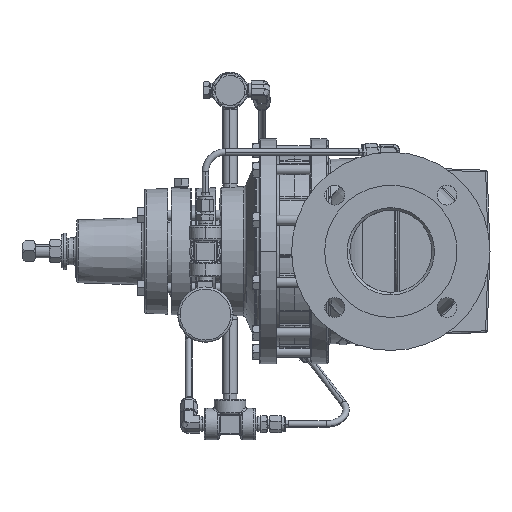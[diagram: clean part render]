
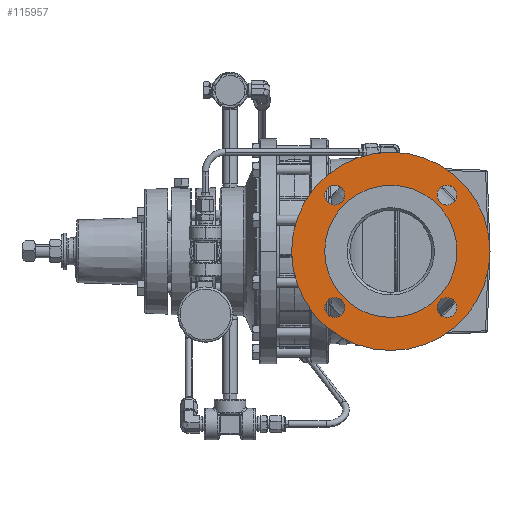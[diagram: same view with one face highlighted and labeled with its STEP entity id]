
A CAD part, left-side view. The second image highlights one B-rep face of the part: STEP entity #115957.
In plain terms, the highlighted planar face has unit normal (-1, 0, 0).
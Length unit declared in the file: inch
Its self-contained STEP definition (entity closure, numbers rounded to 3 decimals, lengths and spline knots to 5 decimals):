
#2089 = AXIS2_PLACEMENT_3D ( 'NONE', #8728, #74038, #18150 ) ;
#3570 = ORIENTED_EDGE ( 'NONE', *, *, #34378, .T. ) ;
#3600 = DIRECTION ( 'NONE',  ( -1., 0., 0. ) ) ;
#3726 = AXIS2_PLACEMENT_3D ( 'NONE', #30348, #95590, #39746 ) ;
#6227 = CARTESIAN_POINT ( 'NONE',  ( -6.0315, -2.12132, -2.12132 ) ) ;
#6475 = VERTEX_POINT ( 'NONE', #36329 ) ;
#7806 = DIRECTION ( 'NONE',  ( 0., 0., 1. ) ) ;
#8728 = CARTESIAN_POINT ( 'NONE',  ( -6.0315, 2.12132, 2.12132 ) ) ;
#8908 = VERTEX_POINT ( 'NONE', #61077 ) ;
#9559 = ORIENTED_EDGE ( 'NONE', *, *, #21429, .T. ) ;
#10909 = CARTESIAN_POINT ( 'NONE',  ( -6.0315, -3.75, 0. ) ) ;
#11217 = VERTEX_POINT ( 'NONE', #116970 ) ;
#11469 = AXIS2_PLACEMENT_3D ( 'NONE', #76816, #20901, #86212 ) ;
#14112 = FACE_BOUND ( 'NONE', #54457, .T. ) ;
#15658 = DIRECTION ( 'NONE',  ( 0., 0., -1. ) ) ;
#17113 = EDGE_LOOP ( 'NONE', ( #84279, #80522 ) ) ;
#17937 = VERTEX_POINT ( 'NONE', #89578 ) ;
#18150 = DIRECTION ( 'NONE',  ( 0., 0., -1. ) ) ;
#20151 = AXIS2_PLACEMENT_3D ( 'NONE', #59551, #3600, #68881 ) ;
#20654 = DIRECTION ( 'NONE',  ( 1., 0., 0. ) ) ;
#20901 = DIRECTION ( 'NONE',  ( 1., 0., 0. ) ) ;
#21429 = EDGE_CURVE ( 'NONE', #102903, #11217, #65014, .T. ) ;
#22506 = VERTEX_POINT ( 'NONE', #10909 ) ;
#26140 = AXIS2_PLACEMENT_3D ( 'NONE', #46140, #111305, #55509 ) ;
#27156 = DIRECTION ( 'NONE',  ( 1., 0., 0. ) ) ;
#29561 = DIRECTION ( 'NONE',  ( 1., 0., 0. ) ) ;
#29639 = CIRCLE ( 'NONE', #11469, 3.75 ) ;
#30348 = CARTESIAN_POINT ( 'NONE',  ( -6.0315, 2.12132, 2.12132 ) ) ;
#30467 = DIRECTION ( 'NONE',  ( 1., 0., 0. ) ) ;
#34378 = EDGE_CURVE ( 'NONE', #107183, #87584, #110258, .T. ) ;
#36329 = CARTESIAN_POINT ( 'NONE',  ( -6.0315, 2.12132, 2.49632 ) ) ;
#36517 = EDGE_CURVE ( 'NONE', #87492, #8908, #82368, .T. ) ;
#36577 = EDGE_LOOP ( 'NONE', ( #101334, #74839 ) ) ;
#37670 = AXIS2_PLACEMENT_3D ( 'NONE', #111106, #55326, #120487 ) ;
#38888 = ORIENTED_EDGE ( 'NONE', *, *, #82237, .T. ) ;
#39746 = DIRECTION ( 'NONE',  ( 0., 0., -1. ) ) ;
#41000 = EDGE_CURVE ( 'NONE', #11217, #102903, #75947, .T. ) ;
#42219 = EDGE_CURVE ( 'NONE', #44419, #22506, #61206, .T. ) ;
#43441 = CIRCLE ( 'NONE', #71088, 0.375 ) ;
#44419 = VERTEX_POINT ( 'NONE', #64650 ) ;
#46140 = CARTESIAN_POINT ( 'NONE',  ( -6.0315, -2.12132, 2.12132 ) ) ;
#47591 = EDGE_LOOP ( 'NONE', ( #38888, #110088 ) ) ;
#49254 = CARTESIAN_POINT ( 'NONE',  ( -6.0315, -2.12132, -2.12132 ) ) ;
#51805 = CARTESIAN_POINT ( 'NONE',  ( -6.0315, -2.12132, 2.49632 ) ) ;
#54457 = EDGE_LOOP ( 'NONE', ( #9559, #118628 ) ) ;
#55075 = VERTEX_POINT ( 'NONE', #87582 ) ;
#55326 = DIRECTION ( 'NONE',  ( 1., 0., 0. ) ) ;
#55509 = DIRECTION ( 'NONE',  ( 0., 0., -1. ) ) ;
#57115 = ORIENTED_EDGE ( 'NONE', *, *, #69892, .F. ) ;
#57828 = PLANE ( 'NONE',  #96750 ) ;
#58194 = EDGE_CURVE ( 'NONE', #55075, #6475, #94710, .T. ) ;
#58620 = DIRECTION ( 'NONE',  ( 0., 0., -1. ) ) ;
#58974 = AXIS2_PLACEMENT_3D ( 'NONE', #83083, #27156, #92417 ) ;
#59551 = CARTESIAN_POINT ( 'NONE',  ( -6.0315, 0., 0. ) ) ;
#60841 = FACE_OUTER_BOUND ( 'NONE', #17113, .T. ) ;
#61077 = CARTESIAN_POINT ( 'NONE',  ( -6.0315, 0., 2.5 ) ) ;
#61206 = CIRCLE ( 'NONE', #97159, 3.75 ) ;
#61480 = CIRCLE ( 'NONE', #26140, 0.375 ) ;
#63713 = FACE_BOUND ( 'NONE', #36577, .T. ) ;
#63719 = DIRECTION ( 'NONE',  ( -1., 0., 0. ) ) ;
#64650 = CARTESIAN_POINT ( 'NONE',  ( -6.0315, 3.75, 0. ) ) ;
#65014 = CIRCLE ( 'NONE', #58974, 0.375 ) ;
#65302 = CARTESIAN_POINT ( 'NONE',  ( -6.0315, 2.12132, -1.74632 ) ) ;
#66484 = CARTESIAN_POINT ( 'NONE',  ( -6.0315, 0., -2.5 ) ) ;
#66661 = FACE_BOUND ( 'NONE', #47591, .T. ) ;
#66998 = CIRCLE ( 'NONE', #67953, 0.375 ) ;
#67953 = AXIS2_PLACEMENT_3D ( 'NONE', #6227, #71524, #15658 ) ;
#68881 = DIRECTION ( 'NONE',  ( 0., 0., 1. ) ) ;
#69892 = EDGE_CURVE ( 'NONE', #8908, #87492, #117815, .T. ) ;
#71088 = AXIS2_PLACEMENT_3D ( 'NONE', #49254, #114417, #58620 ) ;
#71524 = DIRECTION ( 'NONE',  ( 1., 0., 0. ) ) ;
#72386 = ORIENTED_EDGE ( 'NONE', *, *, #91037, .T. ) ;
#74038 = DIRECTION ( 'NONE',  ( 1., 0., 0. ) ) ;
#74839 = ORIENTED_EDGE ( 'NONE', *, *, #58194, .T. ) ;
#75947 = CIRCLE ( 'NONE', #37670, 0.375 ) ;
#76015 = CIRCLE ( 'NONE', #2089, 0.375 ) ;
#76816 = CARTESIAN_POINT ( 'NONE',  ( -6.0315, 0., 0. ) ) ;
#79369 = CARTESIAN_POINT ( 'NONE',  ( -6.0315, -2.12132, -1.74632 ) ) ;
#79600 = EDGE_CURVE ( 'NONE', #6475, #55075, #76015, .T. ) ;
#80522 = ORIENTED_EDGE ( 'NONE', *, *, #105238, .F. ) ;
#82237 = EDGE_CURVE ( 'NONE', #116698, #17937, #43441, .T. ) ;
#82368 = CIRCLE ( 'NONE', #20151, 2.5 ) ;
#83083 = CARTESIAN_POINT ( 'NONE',  ( -6.0315, 2.12132, -2.12132 ) ) ;
#84279 = ORIENTED_EDGE ( 'NONE', *, *, #42219, .F. ) ;
#85469 = CARTESIAN_POINT ( 'NONE',  ( -6.0315, -2.12132, 2.12132 ) ) ;
#85648 = FACE_BOUND ( 'NONE', #99858, .T. ) ;
#85966 = DIRECTION ( 'NONE',  ( 0., 0., -1. ) ) ;
#86212 = DIRECTION ( 'NONE',  ( 0., 0., -1. ) ) ;
#86352 = CARTESIAN_POINT ( 'NONE',  ( -6.0315, 0., 0. ) ) ;
#87492 = VERTEX_POINT ( 'NONE', #66484 ) ;
#87582 = CARTESIAN_POINT ( 'NONE',  ( -6.0315, 2.12132, 1.74632 ) ) ;
#87584 = VERTEX_POINT ( 'NONE', #120148 ) ;
#89062 = EDGE_LOOP ( 'NONE', ( #3570, #72386 ) ) ;
#89578 = CARTESIAN_POINT ( 'NONE',  ( -6.0315, -2.12132, -2.49632 ) ) ;
#91037 = EDGE_CURVE ( 'NONE', #87584, #107183, #61480, .T. ) ;
#92417 = DIRECTION ( 'NONE',  ( 0., 0., -1. ) ) ;
#94326 = ORIENTED_EDGE ( 'NONE', *, *, #36517, .F. ) ;
#94710 = CIRCLE ( 'NONE', #3726, 0.375 ) ;
#94823 = DIRECTION ( 'NONE',  ( 0., 0., -1. ) ) ;
#95590 = DIRECTION ( 'NONE',  ( 1., 0., 0. ) ) ;
#95708 = DIRECTION ( 'NONE',  ( 0., 0., -1. ) ) ;
#96750 = AXIS2_PLACEMENT_3D ( 'NONE', #103068, #20654, #85966 ) ;
#97159 = AXIS2_PLACEMENT_3D ( 'NONE', #86352, #30467, #95708 ) ;
#99162 = AXIS2_PLACEMENT_3D ( 'NONE', #119557, #63719, #7806 ) ;
#99858 = EDGE_LOOP ( 'NONE', ( #57115, #94326 ) ) ;
#101334 = ORIENTED_EDGE ( 'NONE', *, *, #79600, .T. ) ;
#102903 = VERTEX_POINT ( 'NONE', #65302 ) ;
#103068 = CARTESIAN_POINT ( 'NONE',  ( -6.0315, 0., 2.5 ) ) ;
#105179 = AXIS2_PLACEMENT_3D ( 'NONE', #85469, #29561, #94823 ) ;
#105238 = EDGE_CURVE ( 'NONE', #22506, #44419, #29639, .T. ) ;
#107183 = VERTEX_POINT ( 'NONE', #51805 ) ;
#110088 = ORIENTED_EDGE ( 'NONE', *, *, #117997, .T. ) ;
#110258 = CIRCLE ( 'NONE', #105179, 0.375 ) ;
#110358 = FACE_BOUND ( 'NONE', #89062, .T. ) ;
#111106 = CARTESIAN_POINT ( 'NONE',  ( -6.0315, 2.12132, -2.12132 ) ) ;
#111305 = DIRECTION ( 'NONE',  ( 1., 0., 0. ) ) ;
#114417 = DIRECTION ( 'NONE',  ( 1., 0., 0. ) ) ;
#115957 = ADVANCED_FACE ( 'NONE', ( #14112, #66661, #110358, #63713, #85648, #60841 ), #57828, .F. ) ;
#116698 = VERTEX_POINT ( 'NONE', #79369 ) ;
#116970 = CARTESIAN_POINT ( 'NONE',  ( -6.0315, 2.12132, -2.49632 ) ) ;
#117815 = CIRCLE ( 'NONE', #99162, 2.5 ) ;
#117997 = EDGE_CURVE ( 'NONE', #17937, #116698, #66998, .T. ) ;
#118628 = ORIENTED_EDGE ( 'NONE', *, *, #41000, .T. ) ;
#119557 = CARTESIAN_POINT ( 'NONE',  ( -6.0315, 0., 0. ) ) ;
#120148 = CARTESIAN_POINT ( 'NONE',  ( -6.0315, -2.12132, 1.74632 ) ) ;
#120487 = DIRECTION ( 'NONE',  ( 0., 0., -1. ) ) ;
